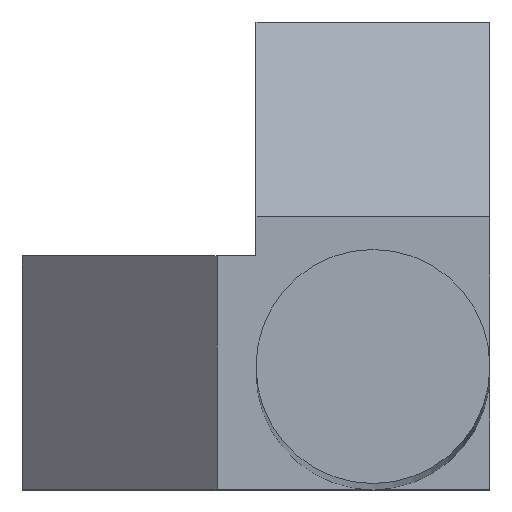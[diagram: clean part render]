
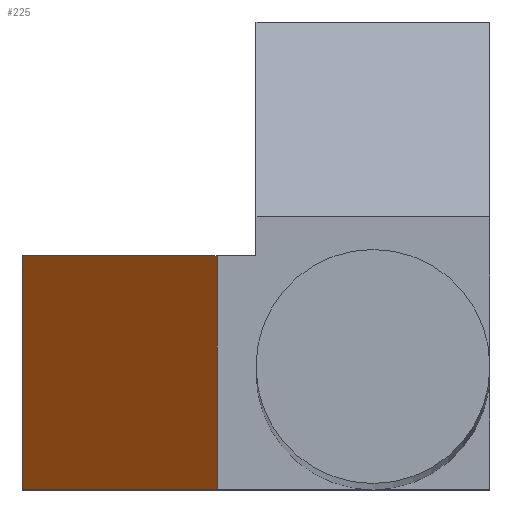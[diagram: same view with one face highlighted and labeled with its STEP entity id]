
A CAD part, top view. The second image highlights one B-rep face of the part: STEP entity #225.
In plain terms, the highlighted planar face has unit normal (-0.707, 0, 0.707).
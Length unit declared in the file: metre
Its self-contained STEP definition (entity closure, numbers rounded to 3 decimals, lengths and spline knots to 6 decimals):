
#66=ORIENTED_EDGE('',*,*,#75,.F.);
#67=ORIENTED_EDGE('',*,*,#99,.F.);
#68=ORIENTED_EDGE('',*,*,#85,.F.);
#69=ORIENTED_EDGE('',*,*,#79,.F.);
#75=EDGE_CURVE('',#103,#105,#123,.F.);
#79=EDGE_CURVE('',#105,#108,#127,.T.);
#85=EDGE_CURVE('',#108,#113,#132,.F.);
#99=EDGE_CURVE('',#113,#103,#144,.T.);
#103=VERTEX_POINT('',#319);
#105=VERTEX_POINT('',#322);
#108=VERTEX_POINT('',#330);
#113=VERTEX_POINT('',#342);
#123=LINE('',#321,#149);
#127=LINE('',#329,#153);
#132=LINE('',#341,#158);
#144=LINE('',#369,#170);
#149=VECTOR('',#261,1.);
#153=VECTOR('',#267,1.);
#158=VECTOR('',#276,1.);
#170=VECTOR('',#304,1.);
#186=EDGE_LOOP('',(#66,#67,#68,#69));
#200=FACE_BOUND('',#186,.T.);
#212=PLANE('',#254);
#225=ADVANCED_FACE('',(#200),#212,.F.);
#254=AXIS2_PLACEMENT_3D('',#376,#312,#313);
#261=DIRECTION('',(-0.707,0.,-0.707));
#267=DIRECTION('',(0.,-1.,0.));
#276=DIRECTION('',(0.707,0.,0.707));
#304=DIRECTION('',(0.,1.,0.));
#312=DIRECTION('',(0.707,0.,-0.707));
#313=DIRECTION('',(0.,-1.,0.));
#319=CARTESIAN_POINT('',(-0.259997,0.121899,0.0254));
#321=CARTESIAN_POINT('',(-0.082197,0.121899,0.2032));
#322=CARTESIAN_POINT('',(-0.132997,0.121899,0.1524));
#329=CARTESIAN_POINT('',(-0.132997,0.045699,0.1524));
#330=CARTESIAN_POINT('',(-0.132997,-0.030501,0.1524));
#341=CARTESIAN_POINT('',(-0.132997,-0.030501,0.1524));
#342=CARTESIAN_POINT('',(-0.259997,-0.030501,0.0254));
#369=CARTESIAN_POINT('',(-0.259997,0.045699,0.0254));
#376=CARTESIAN_POINT('',(-0.132997,0.045699,0.1524));
